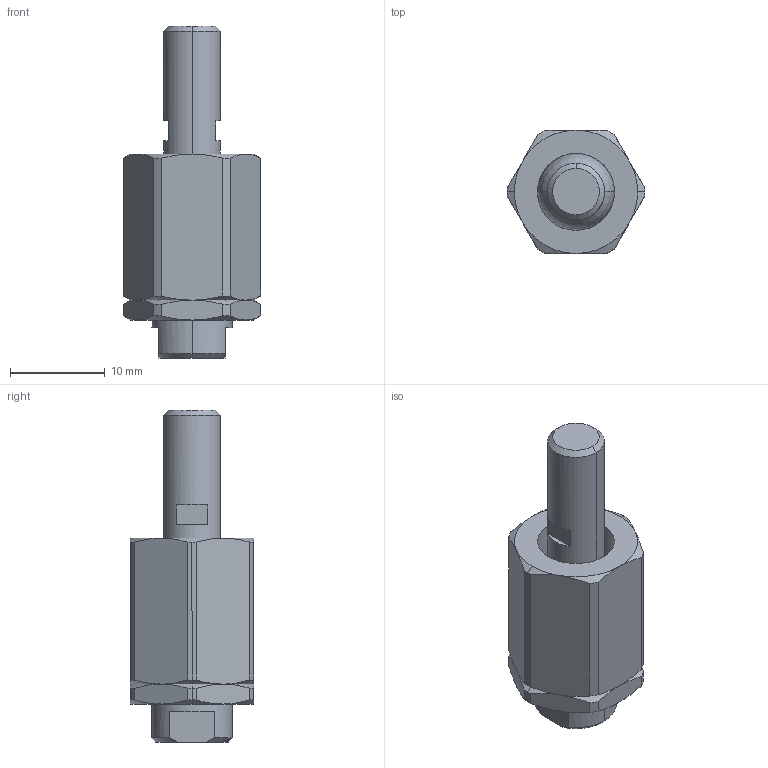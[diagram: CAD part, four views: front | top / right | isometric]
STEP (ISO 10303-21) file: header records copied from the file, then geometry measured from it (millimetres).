
FILE_DESCRIPTION(('STEP AP214'),'1');
FILE_NAME('joint_mf_24012.stp','2017-01-17T16:49:27',('TraceParts'),('TraceParts S.A.'),'Spatial InterOp 3D',' ',' ');
FILE_SCHEMA(('automotive_design'));
Length unit declared in the file: millimetre
Products named in the file (2): joint_mf_24012_1; joint_mf_24012_2
Bounding box: 14.5 x 13 x 35 mm (x, y, z)
Volume: 2840.2 mm3; surface area: 2024.4 mm2
Topology: 2 solids, 2 shells, 95 faces, 216 edges, 126 vertices
Faces by surface type: cone 40, plane 27, cylinder 24, sphere 4
Entity records: 2686 total; most frequent: CARTESIAN_POINT 635, DIRECTION 448, ORIENTED_EDGE 424, EDGE_CURVE 212, AXIS2_PLACEMENT_3D 191, VERTEX_POINT 126, EDGE_LOOP 100, ADVANCED_FACE 95
